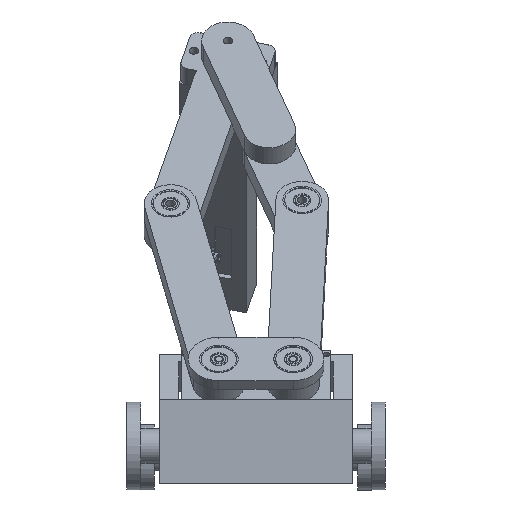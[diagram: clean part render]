
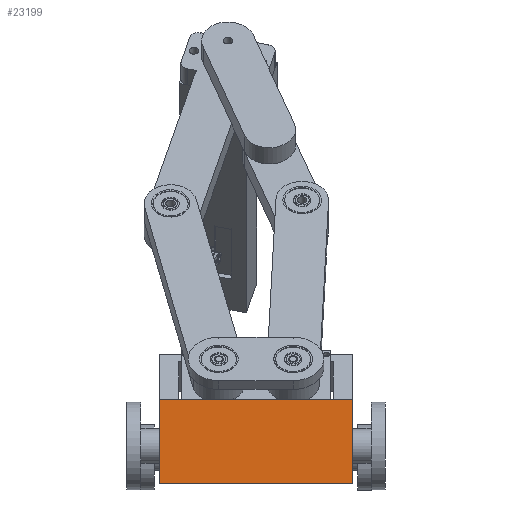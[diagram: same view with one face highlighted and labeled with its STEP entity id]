
A CAD part, front view. The second image highlights one B-rep face of the part: STEP entity #23199.
In plain terms, the highlighted face is planar.
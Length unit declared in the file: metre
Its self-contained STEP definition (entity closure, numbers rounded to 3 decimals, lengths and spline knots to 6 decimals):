
#2025=LINE('',#35941,#4045);
#2037=LINE('',#35987,#4057);
#2038=LINE('',#35989,#4058);
#2039=LINE('',#35991,#4059);
#4045=VECTOR('',#29850,1.);
#4057=VECTOR('',#29896,1.);
#4058=VECTOR('',#29897,1.);
#4059=VECTOR('',#29898,1.);
#7222=ORIENTED_EDGE('',*,*,#13084,.F.);
#7223=ORIENTED_EDGE('',*,*,#13062,.F.);
#7224=ORIENTED_EDGE('',*,*,#13085,.T.);
#7225=ORIENTED_EDGE('',*,*,#13086,.T.);
#13062=EDGE_CURVE('',#16138,#16139,#2025,.T.);
#13084=EDGE_CURVE('',#16139,#16156,#2037,.T.);
#13085=EDGE_CURVE('',#16138,#16157,#2038,.T.);
#13086=EDGE_CURVE('',#16157,#16156,#2039,.T.);
#16138=VERTEX_POINT('',#35940);
#16139=VERTEX_POINT('',#35942);
#16156=VERTEX_POINT('',#35988);
#16157=VERTEX_POINT('',#35990);
#19380=EDGE_LOOP('',(#7222,#7223,#7224,#7225));
#20956=FACE_BOUND('',#19380,.T.);
#22276=PLANE('',#26620);
#23199=ADVANCED_FACE('',(#20956),#22276,.T.);
#26620=AXIS2_PLACEMENT_3D('',#35986,#29894,#29895);
#29850=DIRECTION('',(0.,1.,0.));
#29894=DIRECTION('',(-1.,0.,0.));
#29895=DIRECTION('',(0.,0.,1.));
#29896=DIRECTION('',(0.,0.,1.));
#29897=DIRECTION('',(0.,0.,1.));
#29898=DIRECTION('',(0.,1.,0.));
#35940=CARTESIAN_POINT('',(-0.05765,-0.055,-0.035272));
#35941=CARTESIAN_POINT('',(-0.05765,-0.055,-0.035272));
#35942=CARTESIAN_POINT('',(-0.05765,0.055,-0.035272));
#35986=CARTESIAN_POINT('',(-0.05765,-0.055,-0.011272));
#35987=CARTESIAN_POINT('',(-0.05765,0.055,-0.011272));
#35988=CARTESIAN_POINT('',(-0.05765,0.055,0.012728));
#35989=CARTESIAN_POINT('',(-0.05765,-0.055,-0.011272));
#35990=CARTESIAN_POINT('',(-0.05765,-0.055,0.012728));
#35991=CARTESIAN_POINT('',(-0.05765,-0.055,0.012728));
